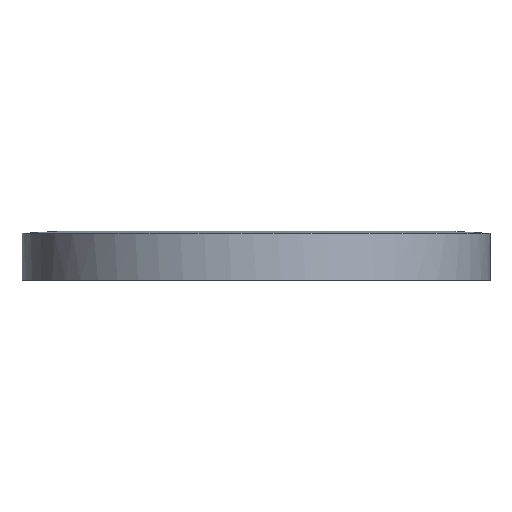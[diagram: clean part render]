
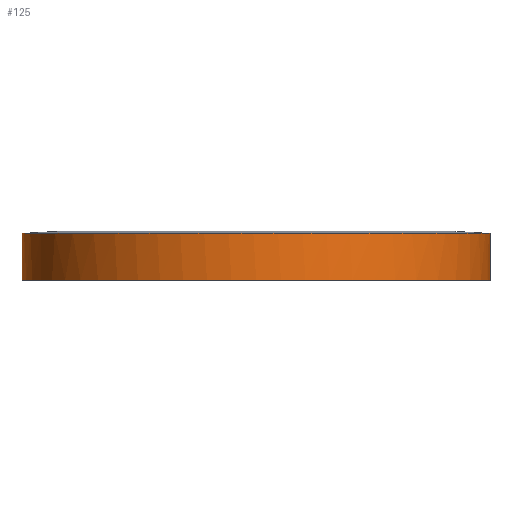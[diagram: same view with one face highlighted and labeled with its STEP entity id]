
A CAD part, top view. The second image highlights one B-rep face of the part: STEP entity #125.
In plain terms, the highlighted cylindrical face has radius 3 mm (diameter 6 mm), a full revolution.
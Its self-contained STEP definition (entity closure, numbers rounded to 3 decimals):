
#18=FACE_OUTER_BOUND('',#24,.T.);
#24=EDGE_LOOP('',(#80,#81,#82,#83,#84,#85,#86,#87));
#30=CIRCLE('',#152,3.);
#31=CIRCLE('',#153,3.);
#38=LINE('',#239,#40);
#40=VECTOR('',#165,3.);
#42=B_SPLINE_CURVE_WITH_KNOTS('',3,(#189,#190,#191,#192,#193,#194,#195,
#196,#197,#198,#199,#200,#201,#202,#203,#204,#205,#206,#207,#208,#209,#210),
 .UNSPECIFIED.,.F.,.F.,(4,2,2,2,2,2,2,2,2,2,4),(-0.945,-0.882,
-0.807,-0.7,-0.588,-0.472,
-0.357,-0.245,-0.137,-0.062,
-0.003),.UNSPECIFIED.);
#43=B_SPLINE_CURVE_WITH_KNOTS('',3,(#212,#213,#214,#215,#216,#217,#218,
#219,#220,#221,#222,#223,#224,#225,#226,#227,#228,#229,#230,#231,#232,#233),
 .UNSPECIFIED.,.F.,.F.,(4,2,2,2,2,2,2,2,2,2,4),(-0.945,-0.882,
-0.807,-0.7,-0.588,-0.472,
-0.357,-0.245,-0.137,-0.062,
0.),.UNSPECIFIED.);
#44=B_SPLINE_CURVE_WITH_KNOTS('',3,(#234,#235,#236,#237),.UNSPECIFIED.,
 .F.,.F.,(4,4),(-0.003,0.),.UNSPECIFIED.);
#45=B_SPLINE_CURVE_WITH_KNOTS('',3,(#243,#244,#245,#246,#247,#248,#249,
#250,#251,#252,#253,#254,#255,#256,#257,#258,#259,#260,#261,#262,#263,#264),
 .UNSPECIFIED.,.F.,.F.,(4,2,2,2,2,2,2,2,2,2,4),(-0.945,-0.882,
-0.807,-0.7,-0.588,-0.472,
-0.357,-0.245,-0.138,-0.034,
0.),.UNSPECIFIED.);
#50=VERTEX_POINT('',#187);
#51=VERTEX_POINT('',#188);
#52=VERTEX_POINT('',#211);
#53=VERTEX_POINT('',#238);
#54=VERTEX_POINT('',#240);
#55=VERTEX_POINT('',#242);
#62=EDGE_CURVE('',#50,#51,#42,.T.);
#63=EDGE_CURVE('',#52,#50,#43,.T.);
#64=EDGE_CURVE('',#51,#52,#44,.T.);
#65=EDGE_CURVE('',#51,#53,#38,.T.);
#66=EDGE_CURVE('',#54,#53,#30,.T.);
#67=EDGE_CURVE('',#55,#54,#45,.T.);
#68=EDGE_CURVE('',#53,#55,#31,.T.);
#80=ORIENTED_EDGE('',*,*,#62,.F.);
#81=ORIENTED_EDGE('',*,*,#63,.F.);
#82=ORIENTED_EDGE('',*,*,#64,.F.);
#83=ORIENTED_EDGE('',*,*,#65,.T.);
#84=ORIENTED_EDGE('',*,*,#66,.F.);
#85=ORIENTED_EDGE('',*,*,#67,.F.);
#86=ORIENTED_EDGE('',*,*,#68,.F.);
#87=ORIENTED_EDGE('',*,*,#65,.F.);
#116=CYLINDRICAL_SURFACE('',#151,3.);
#125=ADVANCED_FACE('',(#18),#116,.T.);
#151=AXIS2_PLACEMENT_3D('',#186,#163,#164);
#152=AXIS2_PLACEMENT_3D('',#241,#166,#167);
#153=AXIS2_PLACEMENT_3D('',#265,#168,#169);
#163=DIRECTION('center_axis',(0.,-1.,0.));
#164=DIRECTION('ref_axis',(-1.,0.,0.));
#165=DIRECTION('',(0.,1.,0.));
#166=DIRECTION('center_axis',(0.,1.,0.));
#167=DIRECTION('ref_axis',(1.,0.,0.001));
#168=DIRECTION('center_axis',(0.,1.,0.));
#169=DIRECTION('ref_axis',(1.,0.,0.001));
#186=CARTESIAN_POINT('Origin',(0.,2.726,0.));
#187=CARTESIAN_POINT('',(-3.,2.124,-0.03));
#188=CARTESIAN_POINT('',(3.,2.124,0.));
#189=CARTESIAN_POINT('Ctrl Pts',(-3.,2.124,-0.03));
#190=CARTESIAN_POINT('Ctrl Pts',(-2.998,2.124,-0.238));
#191=CARTESIAN_POINT('Ctrl Pts',(-2.974,2.124,-0.446));
#192=CARTESIAN_POINT('Ctrl Pts',(-2.875,2.124,-0.893));
#193=CARTESIAN_POINT('Ctrl Pts',(-2.79,2.124,-1.13));
#194=CARTESIAN_POINT('Ctrl Pts',(-2.516,2.124,-1.673));
#195=CARTESIAN_POINT('Ctrl Pts',(-2.298,2.124,-1.961));
#196=CARTESIAN_POINT('Ctrl Pts',(-1.761,2.124,-2.457));
#197=CARTESIAN_POINT('Ctrl Pts',(-1.443,2.124,-2.656));
#198=CARTESIAN_POINT('Ctrl Pts',(-0.738,2.124,-2.933));
#199=CARTESIAN_POINT('Ctrl Pts',(-0.355,2.124,-3.004));
#200=CARTESIAN_POINT('Ctrl Pts',(0.416,2.124,-2.996));
#201=CARTESIAN_POINT('Ctrl Pts',(0.798,2.124,-2.918));
#202=CARTESIAN_POINT('Ctrl Pts',(1.497,2.124,-2.626));
#203=CARTESIAN_POINT('Ctrl Pts',(1.811,2.124,-2.421));
#204=CARTESIAN_POINT('Ctrl Pts',(2.337,2.124,-1.914));
#205=CARTESIAN_POINT('Ctrl Pts',(2.549,2.124,-1.622));
#206=CARTESIAN_POINT('Ctrl Pts',(2.813,2.124,-1.073));
#207=CARTESIAN_POINT('Ctrl Pts',(2.892,2.124,-0.835));
#208=CARTESIAN_POINT('Ctrl Pts',(2.98,2.124,-0.395));
#209=CARTESIAN_POINT('Ctrl Pts',(3.,2.124,-0.198));
#210=CARTESIAN_POINT('Ctrl Pts',(3.,2.124,0.));
#211=CARTESIAN_POINT('',(3.,2.124,0.03));
#212=CARTESIAN_POINT('Ctrl Pts',(3.,2.124,0.03));
#213=CARTESIAN_POINT('Ctrl Pts',(2.998,2.124,0.238));
#214=CARTESIAN_POINT('Ctrl Pts',(2.974,2.124,0.446));
#215=CARTESIAN_POINT('Ctrl Pts',(2.875,2.124,0.893));
#216=CARTESIAN_POINT('Ctrl Pts',(2.79,2.124,1.13));
#217=CARTESIAN_POINT('Ctrl Pts',(2.516,2.124,1.673));
#218=CARTESIAN_POINT('Ctrl Pts',(2.298,2.124,1.961));
#219=CARTESIAN_POINT('Ctrl Pts',(1.761,2.124,2.457));
#220=CARTESIAN_POINT('Ctrl Pts',(1.443,2.124,2.656));
#221=CARTESIAN_POINT('Ctrl Pts',(0.738,2.124,2.933));
#222=CARTESIAN_POINT('Ctrl Pts',(0.355,2.124,3.004));
#223=CARTESIAN_POINT('Ctrl Pts',(-0.416,2.124,2.996));
#224=CARTESIAN_POINT('Ctrl Pts',(-0.798,2.124,2.918));
#225=CARTESIAN_POINT('Ctrl Pts',(-1.497,2.124,2.626));
#226=CARTESIAN_POINT('Ctrl Pts',(-1.811,2.124,2.421));
#227=CARTESIAN_POINT('Ctrl Pts',(-2.337,2.124,1.914));
#228=CARTESIAN_POINT('Ctrl Pts',(-2.549,2.124,1.622));
#229=CARTESIAN_POINT('Ctrl Pts',(-2.813,2.124,1.073));
#230=CARTESIAN_POINT('Ctrl Pts',(-2.892,2.124,0.835));
#231=CARTESIAN_POINT('Ctrl Pts',(-2.982,2.124,0.385));
#232=CARTESIAN_POINT('Ctrl Pts',(-3.002,2.124,0.178));
#233=CARTESIAN_POINT('Ctrl Pts',(-3.,2.124,-0.03));
#234=CARTESIAN_POINT('Ctrl Pts',(3.,2.124,0.));
#235=CARTESIAN_POINT('Ctrl Pts',(3.,2.124,0.01));
#236=CARTESIAN_POINT('Ctrl Pts',(3.,2.124,0.02));
#237=CARTESIAN_POINT('Ctrl Pts',(3.,2.124,0.03));
#238=CARTESIAN_POINT('',(3.,2.726,0.));
#239=CARTESIAN_POINT('',(3.,2.726,0.));
#240=CARTESIAN_POINT('',(3.,2.726,0.002));
#241=CARTESIAN_POINT('Origin',(0.,2.726,0.));
#242=CARTESIAN_POINT('',(-3.,2.726,-0.002));
#243=CARTESIAN_POINT('Ctrl Pts',(-3.,2.726,-0.002));
#244=CARTESIAN_POINT('Ctrl Pts',(-3.,2.726,0.206));
#245=CARTESIAN_POINT('Ctrl Pts',(-2.979,2.726,0.414));
#246=CARTESIAN_POINT('Ctrl Pts',(-2.884,2.726,0.863));
#247=CARTESIAN_POINT('Ctrl Pts',(-2.802,2.726,1.1));
#248=CARTESIAN_POINT('Ctrl Pts',(-2.533,2.726,1.646));
#249=CARTESIAN_POINT('Ctrl Pts',(-2.319,2.726,1.937));
#250=CARTESIAN_POINT('Ctrl Pts',(-1.787,2.726,2.438));
#251=CARTESIAN_POINT('Ctrl Pts',(-1.471,2.726,2.641));
#252=CARTESIAN_POINT('Ctrl Pts',(-0.769,2.726,2.925));
#253=CARTESIAN_POINT('Ctrl Pts',(-0.387,2.726,3.));
#254=CARTESIAN_POINT('Ctrl Pts',(0.385,2.726,3.));
#255=CARTESIAN_POINT('Ctrl Pts',(0.767,2.726,2.926));
#256=CARTESIAN_POINT('Ctrl Pts',(1.469,2.726,2.642));
#257=CARTESIAN_POINT('Ctrl Pts',(1.785,2.726,2.44));
#258=CARTESIAN_POINT('Ctrl Pts',(2.317,2.726,1.939));
#259=CARTESIAN_POINT('Ctrl Pts',(2.532,2.726,1.648));
#260=CARTESIAN_POINT('Ctrl Pts',(2.843,2.726,1.018));
#261=CARTESIAN_POINT('Ctrl Pts',(2.941,2.726,0.684));
#262=CARTESIAN_POINT('Ctrl Pts',(2.993,2.726,0.229));
#263=CARTESIAN_POINT('Ctrl Pts',(3.,2.726,0.115));
#264=CARTESIAN_POINT('Ctrl Pts',(3.,2.726,0.002));
#265=CARTESIAN_POINT('Origin',(0.,2.726,0.));
